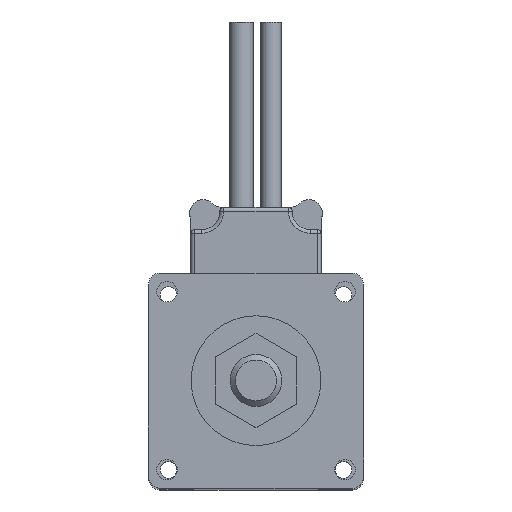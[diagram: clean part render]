
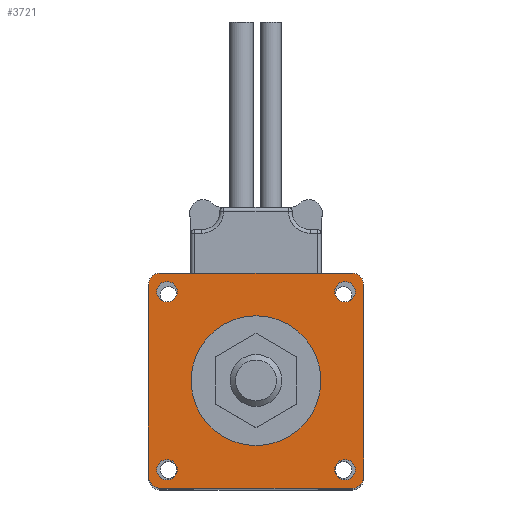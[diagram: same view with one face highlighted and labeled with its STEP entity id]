
A CAD part, top view. The second image highlights one B-rep face of the part: STEP entity #3721.
In plain terms, the highlighted planar face has unit normal (0, 0, 1).
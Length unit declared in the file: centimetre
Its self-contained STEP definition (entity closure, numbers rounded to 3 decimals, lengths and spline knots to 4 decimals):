
#447=CIRCLE('',#3930,1.75);
#468=CIRCLE('',#3954,0.275);
#469=CIRCLE('',#3956,0.275);
#470=CIRCLE('',#3958,0.275);
#471=CIRCLE('',#3960,0.275);
#472=CIRCLE('',#3962,0.3);
#473=CIRCLE('',#3964,0.3);
#474=CIRCLE('',#3966,0.3);
#475=CIRCLE('',#3968,0.3221);
#693=VERTEX_POINT('',#5467);
#730=VERTEX_POINT('',#5540);
#731=VERTEX_POINT('',#5543);
#732=VERTEX_POINT('',#5546);
#733=VERTEX_POINT('',#5549);
#734=VERTEX_POINT('',#5552);
#735=VERTEX_POINT('',#5553);
#736=VERTEX_POINT('',#5558);
#737=VERTEX_POINT('',#5559);
#738=VERTEX_POINT('',#5564);
#739=VERTEX_POINT('',#5565);
#740=VERTEX_POINT('',#5570);
#741=VERTEX_POINT('',#5571);
#1061=VECTOR('',#4500,1.);
#1062=VECTOR('',#4501,1.);
#1063=VECTOR('',#4502,1.);
#1064=VECTOR('',#4503,1.);
#1341=LINE('',#5575,#1061);
#1342=LINE('',#5576,#1062);
#1343=LINE('',#5577,#1063);
#1344=LINE('',#5578,#1064);
#1612=EDGE_CURVE('',#693,#693,#447,.T.);
#1649=EDGE_CURVE('',#730,#730,#468,.T.);
#1650=EDGE_CURVE('',#731,#731,#469,.T.);
#1651=EDGE_CURVE('',#732,#732,#470,.T.);
#1652=EDGE_CURVE('',#733,#733,#471,.T.);
#1653=EDGE_CURVE('',#734,#735,#472,.T.);
#1656=EDGE_CURVE('',#736,#737,#473,.T.);
#1659=EDGE_CURVE('',#738,#739,#474,.T.);
#1662=EDGE_CURVE('',#740,#741,#475,.T.);
#1665=EDGE_CURVE('',#741,#734,#1341,.T.);
#1666=EDGE_CURVE('',#739,#740,#1342,.T.);
#1667=EDGE_CURVE('',#737,#738,#1343,.T.);
#1668=EDGE_CURVE('',#735,#736,#1344,.T.);
#2234=ORIENTED_EDGE('',*,*,#1612,.T.);
#2235=ORIENTED_EDGE('',*,*,#1653,.F.);
#2236=ORIENTED_EDGE('',*,*,#1665,.F.);
#2237=ORIENTED_EDGE('',*,*,#1662,.F.);
#2238=ORIENTED_EDGE('',*,*,#1666,.F.);
#2239=ORIENTED_EDGE('',*,*,#1659,.F.);
#2240=ORIENTED_EDGE('',*,*,#1667,.F.);
#2241=ORIENTED_EDGE('',*,*,#1656,.F.);
#2242=ORIENTED_EDGE('',*,*,#1668,.F.);
#2243=ORIENTED_EDGE('',*,*,#1652,.F.);
#2244=ORIENTED_EDGE('',*,*,#1651,.F.);
#2245=ORIENTED_EDGE('',*,*,#1650,.F.);
#2246=ORIENTED_EDGE('',*,*,#1649,.F.);
#3196=EDGE_LOOP('',(#2234));
#3197=EDGE_LOOP('',(#2235,#2236,#2237,#2238,#2239,#2240,#2241,#2242));
#3198=EDGE_LOOP('',(#2243));
#3199=EDGE_LOOP('',(#2244));
#3200=EDGE_LOOP('',(#2245));
#3201=EDGE_LOOP('',(#2246));
#3467=FACE_BOUND('',#3196,.T.);
#3468=FACE_BOUND('',#3197,.T.);
#3469=FACE_BOUND('',#3198,.T.);
#3470=FACE_BOUND('',#3199,.T.);
#3471=FACE_BOUND('',#3200,.T.);
#3472=FACE_BOUND('',#3201,.T.);
#3721=ADVANCED_FACE('',(#3467,#3468,#3469,#3470,#3471,#3472),#6463,.T.);
#3930=AXIS2_PLACEMENT_3D('',#5466,#4403,#4404);
#3954=AXIS2_PLACEMENT_3D('',#5539,#4461,#4462);
#3956=AXIS2_PLACEMENT_3D('',#5542,#4465,#4466);
#3958=AXIS2_PLACEMENT_3D('',#5545,#4469,#4470);
#3960=AXIS2_PLACEMENT_3D('',#5548,#4473,#4474);
#3962=AXIS2_PLACEMENT_3D('',#5551,#4477,#4478);
#3964=AXIS2_PLACEMENT_3D('',#5557,#4483,#4484);
#3966=AXIS2_PLACEMENT_3D('',#5563,#4489,#4490);
#3968=AXIS2_PLACEMENT_3D('',#5569,#4495,#4496);
#3969=AXIS2_PLACEMENT_3D('',#5574,#4499,$);
#4403=DIRECTION('',(0.,0.,-1.));
#4404=DIRECTION('',(1.75,0.,0.));
#4461=DIRECTION('',(0.,0.,1.));
#4462=DIRECTION('',(0.275,0.,0.));
#4465=DIRECTION('',(0.,0.,1.));
#4466=DIRECTION('',(0.275,0.,0.));
#4469=DIRECTION('',(0.,0.,1.));
#4470=DIRECTION('',(0.275,0.,0.));
#4473=DIRECTION('',(0.,0.,1.));
#4474=DIRECTION('',(0.275,0.,0.));
#4477=DIRECTION('',(0.,0.,-1.));
#4478=DIRECTION('',(0.3,0.,0.));
#4483=DIRECTION('',(0.,0.,-1.));
#4484=DIRECTION('',(0.3,0.,0.));
#4489=DIRECTION('',(0.,0.,-1.));
#4490=DIRECTION('',(0.3,0.,0.));
#4495=DIRECTION('',(0.,0.,-1.));
#4496=DIRECTION('',(0.322,0.,0.));
#4499=DIRECTION('',(0.,0.,1.));
#4500=DIRECTION('',(0.,1.,0.));
#4501=DIRECTION('',(-1.,0.,0.));
#4502=DIRECTION('',(0.,-1.,0.));
#4503=DIRECTION('',(1.,0.,0.));
#5466=CARTESIAN_POINT('',(0.,0.,27.85));
#5467=CARTESIAN_POINT('',(1.75,0.,27.85));
#5539=CARTESIAN_POINT('',(2.4,-2.4,27.85));
#5540=CARTESIAN_POINT('',(2.675,-2.4,27.85));
#5542=CARTESIAN_POINT('',(2.4,2.4,27.85));
#5543=CARTESIAN_POINT('',(2.675,2.4,27.85));
#5545=CARTESIAN_POINT('',(-2.4,2.4,27.85));
#5546=CARTESIAN_POINT('',(-2.125,2.4,27.85));
#5548=CARTESIAN_POINT('',(-2.4,-2.4,27.85));
#5549=CARTESIAN_POINT('',(-2.125,-2.4,27.85));
#5551=CARTESIAN_POINT('',(-2.6,2.6,27.85));
#5552=CARTESIAN_POINT('',(-2.9,2.6,27.85));
#5553=CARTESIAN_POINT('',(-2.6,2.9,27.85));
#5557=CARTESIAN_POINT('',(2.6,2.6,27.85));
#5558=CARTESIAN_POINT('',(2.6,2.9,27.85));
#5559=CARTESIAN_POINT('',(2.9,2.6,27.85));
#5563=CARTESIAN_POINT('',(2.6,-2.6,27.85));
#5564=CARTESIAN_POINT('',(2.9,-2.6,27.85));
#5565=CARTESIAN_POINT('',(2.6,-2.9,27.85));
#5569=CARTESIAN_POINT('',(-2.5779,-2.5779,27.85));
#5570=CARTESIAN_POINT('',(-2.5779,-2.9,27.85));
#5571=CARTESIAN_POINT('',(-2.9,-2.5779,27.85));
#5574=CARTESIAN_POINT('',(0.0013,0.0013,27.85));
#5575=CARTESIAN_POINT('',(-2.9,2.6,27.85));
#5576=CARTESIAN_POINT('',(-2.5779,-2.9,27.85));
#5577=CARTESIAN_POINT('',(2.9,-2.6,27.85));
#5578=CARTESIAN_POINT('',(2.6,2.9,27.85));
#6463=PLANE('',#3969);
